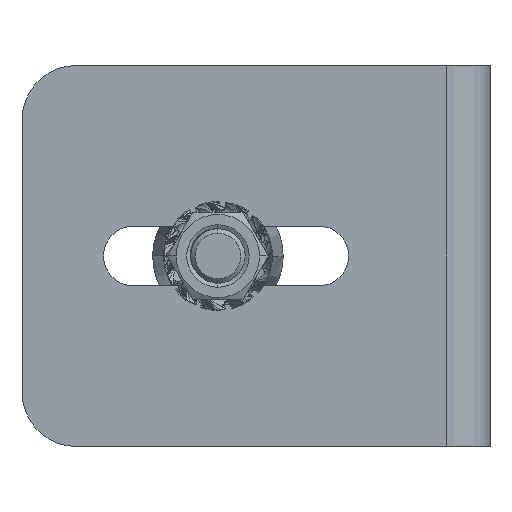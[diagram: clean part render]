
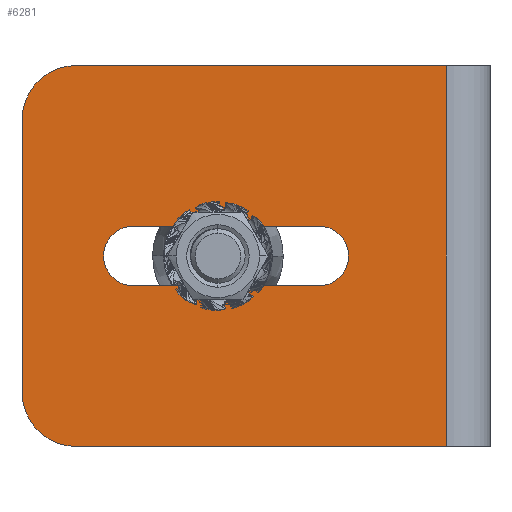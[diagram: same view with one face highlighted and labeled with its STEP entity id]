
A CAD part, front view. The second image highlights one B-rep face of the part: STEP entity #6281.
In plain terms, the highlighted planar face has unit normal (0, -1, 0).
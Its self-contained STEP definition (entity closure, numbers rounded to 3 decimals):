
#1006 = EDGE_CURVE ( 'NONE', #2384, #32372, #26285, .T. ) ;
#1406 = CARTESIAN_POINT ( 'NONE',  ( -32.75, 0., 20.25 ) ) ;
#2384 = VERTEX_POINT ( 'NONE', #27126 ) ;
#2447 = CARTESIAN_POINT ( 'NONE',  ( -4., 0., 35. ) ) ;
#2592 = CARTESIAN_POINT ( 'NONE',  ( -43., 0., 35. ) ) ;
#2947 = DIRECTION ( 'NONE',  ( 0., 1., 0. ) ) ;
#3087 = VERTEX_POINT ( 'NONE', #32213 ) ;
#3178 = ORIENTED_EDGE ( 'NONE', *, *, #28067, .T. ) ;
#3204 = DIRECTION ( 'NONE',  ( 0., 0., 1. ) ) ;
#3249 = VERTEX_POINT ( 'NONE', #11210 ) ;
#4506 = CARTESIAN_POINT ( 'NONE',  ( -15.75, 0., 17.5 ) ) ;
#4605 = DIRECTION ( 'NONE',  ( 0., 0., 1. ) ) ;
#4845 = LINE ( 'NONE', #7356, #13841 ) ;
#5890 = CARTESIAN_POINT ( 'NONE',  ( -43., 0., 5. ) ) ;
#6281 = ADVANCED_FACE ( 'NONE', ( #17546, #19126 ), #27443, .F. ) ;
#6305 = VECTOR ( 'NONE', #20295, 1000. ) ;
#6878 = VERTEX_POINT ( 'NONE', #9517 ) ;
#7266 = ORIENTED_EDGE ( 'NONE', *, *, #25780, .T. ) ;
#7356 = CARTESIAN_POINT ( 'NONE',  ( -43., 0., 20.25 ) ) ;
#7463 = EDGE_CURVE ( 'NONE', #24969, #24814, #8136, .T. ) ;
#7526 = DIRECTION ( 'NONE',  ( 0., -1., 0. ) ) ;
#7987 = DIRECTION ( 'NONE',  ( 0., 0., 1. ) ) ;
#8096 = EDGE_CURVE ( 'NONE', #19044, #6878, #18266, .T. ) ;
#8136 = CIRCLE ( 'NONE', #20423, 2.75 ) ;
#8399 = ORIENTED_EDGE ( 'NONE', *, *, #7463, .T. ) ;
#8565 = EDGE_CURVE ( 'NONE', #6878, #32372, #20644, .T. ) ;
#9517 = CARTESIAN_POINT ( 'NONE',  ( -38., 0., 0. ) ) ;
#9848 = ORIENTED_EDGE ( 'NONE', *, *, #30301, .T. ) ;
#10076 = ORIENTED_EDGE ( 'NONE', *, *, #1006, .F. ) ;
#10165 = CARTESIAN_POINT ( 'NONE',  ( -38., 0., 5. ) ) ;
#11032 = CARTESIAN_POINT ( 'NONE',  ( -15.75, 0., 14.75 ) ) ;
#11154 = LINE ( 'NONE', #2592, #29121 ) ;
#11210 = CARTESIAN_POINT ( 'NONE',  ( -32.75, 0., 14.75 ) ) ;
#12252 = ORIENTED_EDGE ( 'NONE', *, *, #8096, .T. ) ;
#13066 = ORIENTED_EDGE ( 'NONE', *, *, #28594, .T. ) ;
#13081 = AXIS2_PLACEMENT_3D ( 'NONE', #24621, #19807, #29946 ) ;
#13841 = VECTOR ( 'NONE', #29783, 1000. ) ;
#13936 = AXIS2_PLACEMENT_3D ( 'NONE', #10165, #7526, #20340 ) ;
#14491 = DIRECTION ( 'NONE',  ( 0., 1., 0. ) ) ;
#14793 = DIRECTION ( 'NONE',  ( 0., 0., -1. ) ) ;
#14901 = EDGE_LOOP ( 'NONE', ( #9848, #8399, #31163, #13066 ) ) ;
#15566 = CARTESIAN_POINT ( 'NONE',  ( -43., 0., 0. ) ) ;
#15850 = CIRCLE ( 'NONE', #19357, 5. ) ;
#16306 = CARTESIAN_POINT ( 'NONE',  ( -43., 0., 14.75 ) ) ;
#17101 = ORIENTED_EDGE ( 'NONE', *, *, #29074, .F. ) ;
#17414 = CIRCLE ( 'NONE', #22682, 2.75 ) ;
#17546 = FACE_BOUND ( 'NONE', #14901, .T. ) ;
#17725 = CARTESIAN_POINT ( 'NONE',  ( -32.75, 0., 17.5 ) ) ;
#18266 = CIRCLE ( 'NONE', #13936, 5. ) ;
#19031 = CARTESIAN_POINT ( 'NONE',  ( -38., 0., 35. ) ) ;
#19044 = VERTEX_POINT ( 'NONE', #5890 ) ;
#19111 = VECTOR ( 'NONE', #31397, 1000. ) ;
#19126 = FACE_OUTER_BOUND ( 'NONE', #27191, .T. ) ;
#19357 = AXIS2_PLACEMENT_3D ( 'NONE', #23106, #23432, #3204 ) ;
#19807 = DIRECTION ( 'NONE',  ( 0., 1., 0. ) ) ;
#20222 = VECTOR ( 'NONE', #14793, 1000. ) ;
#20295 = DIRECTION ( 'NONE',  ( 0., 0., -1. ) ) ;
#20340 = DIRECTION ( 'NONE',  ( 0., 0., 1. ) ) ;
#20423 = AXIS2_PLACEMENT_3D ( 'NONE', #4506, #14491, #4605 ) ;
#20644 = LINE ( 'NONE', #15566, #32360 ) ;
#22168 = LINE ( 'NONE', #22332, #20222 ) ;
#22273 = EDGE_CURVE ( 'NONE', #24814, #3249, #24578, .T. ) ;
#22332 = CARTESIAN_POINT ( 'NONE',  ( -43., 0., 35. ) ) ;
#22682 = AXIS2_PLACEMENT_3D ( 'NONE', #17725, #2947, #7987 ) ;
#23106 = CARTESIAN_POINT ( 'NONE',  ( -38., 0., 30. ) ) ;
#23306 = DIRECTION ( 'NONE',  ( 1., 0., 0. ) ) ;
#23432 = DIRECTION ( 'NONE',  ( 0., -1., 0. ) ) ;
#24234 = VERTEX_POINT ( 'NONE', #19031 ) ;
#24578 = LINE ( 'NONE', #16306, #19111 ) ;
#24621 = CARTESIAN_POINT ( 'NONE',  ( -43., 0., 35. ) ) ;
#24814 = VERTEX_POINT ( 'NONE', #11032 ) ;
#24969 = VERTEX_POINT ( 'NONE', #31226 ) ;
#25465 = CARTESIAN_POINT ( 'NONE',  ( -4., 0., 0. ) ) ;
#25780 = EDGE_CURVE ( 'NONE', #3087, #19044, #22168, .T. ) ;
#26285 = LINE ( 'NONE', #2447, #6305 ) ;
#26407 = ORIENTED_EDGE ( 'NONE', *, *, #8565, .T. ) ;
#27126 = CARTESIAN_POINT ( 'NONE',  ( -4., 0., 35. ) ) ;
#27191 = EDGE_LOOP ( 'NONE', ( #17101, #3178, #7266, #12252, #26407, #10076 ) ) ;
#27443 = PLANE ( 'NONE',  #13081 ) ;
#28067 = EDGE_CURVE ( 'NONE', #24234, #3087, #15850, .T. ) ;
#28594 = EDGE_CURVE ( 'NONE', #3249, #31488, #17414, .T. ) ;
#29074 = EDGE_CURVE ( 'NONE', #24234, #2384, #11154, .T. ) ;
#29121 = VECTOR ( 'NONE', #32450, 1000. ) ;
#29783 = DIRECTION ( 'NONE',  ( 1., 0., 0. ) ) ;
#29946 = DIRECTION ( 'NONE',  ( 0., 0., 1. ) ) ;
#30301 = EDGE_CURVE ( 'NONE', #31488, #24969, #4845, .T. ) ;
#31163 = ORIENTED_EDGE ( 'NONE', *, *, #22273, .T. ) ;
#31226 = CARTESIAN_POINT ( 'NONE',  ( -15.75, 0., 20.25 ) ) ;
#31397 = DIRECTION ( 'NONE',  ( -1., 0., 0. ) ) ;
#31488 = VERTEX_POINT ( 'NONE', #1406 ) ;
#32213 = CARTESIAN_POINT ( 'NONE',  ( -43., 0., 30. ) ) ;
#32360 = VECTOR ( 'NONE', #23306, 1000. ) ;
#32372 = VERTEX_POINT ( 'NONE', #25465 ) ;
#32450 = DIRECTION ( 'NONE',  ( 1., 0., 0. ) ) ;
